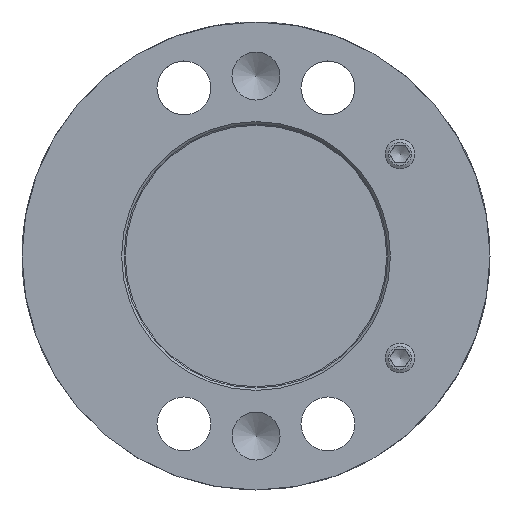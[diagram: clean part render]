
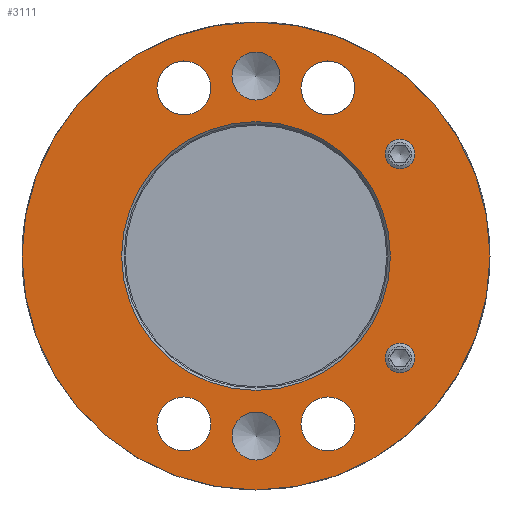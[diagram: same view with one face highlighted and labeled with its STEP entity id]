
A CAD part, front view. The second image highlights one B-rep face of the part: STEP entity #3111.
In plain terms, the highlighted planar face has unit normal (0, -1, 0).
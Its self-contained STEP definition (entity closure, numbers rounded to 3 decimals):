
#178=FACE_BOUND('',#611,.T.);
#179=FACE_BOUND('',#612,.T.);
#180=FACE_BOUND('',#613,.T.);
#181=FACE_BOUND('',#614,.T.);
#182=FACE_BOUND('',#615,.T.);
#183=FACE_BOUND('',#616,.T.);
#184=FACE_BOUND('',#617,.T.);
#185=FACE_BOUND('',#618,.T.);
#186=FACE_BOUND('',#619,.T.);
#242=PLANE('',#3549);
#416=FACE_OUTER_BOUND('',#610,.T.);
#610=EDGE_LOOP('',(#2553));
#611=EDGE_LOOP('',(#2554,#2555));
#612=EDGE_LOOP('',(#2556,#2557));
#613=EDGE_LOOP('',(#2558,#2559));
#614=EDGE_LOOP('',(#2560,#2561));
#615=EDGE_LOOP('',(#2562,#2563));
#616=EDGE_LOOP('',(#2564,#2565));
#617=EDGE_LOOP('',(#2566,#2567));
#618=EDGE_LOOP('',(#2568,#2569));
#619=EDGE_LOOP('',(#2570));
#1155=CIRCLE('',#3427,2.);
#1156=CIRCLE('',#3428,2.);
#1159=CIRCLE('',#3433,2.);
#1160=CIRCLE('',#3434,2.);
#1162=CIRCLE('',#3437,2.25);
#1163=CIRCLE('',#3438,2.25);
#1166=CIRCLE('',#3442,2.25);
#1167=CIRCLE('',#3443,2.25);
#1169=CIRCLE('',#3446,2.25);
#1170=CIRCLE('',#3447,2.25);
#1172=CIRCLE('',#3450,2.25);
#1173=CIRCLE('',#3451,2.25);
#1178=CIRCLE('',#3460,1.23);
#1179=CIRCLE('',#3461,1.23);
#1180=CIRCLE('',#3463,1.23);
#1181=CIRCLE('',#3464,1.23);
#1197=CIRCLE('',#3493,19.5);
#1223=CIRCLE('',#3548,11.2);
#1411=VERTEX_POINT('',#5265);
#1412=VERTEX_POINT('',#5267);
#1416=VERTEX_POINT('',#5278);
#1417=VERTEX_POINT('',#5280);
#1419=VERTEX_POINT('',#5286);
#1420=VERTEX_POINT('',#5288);
#1424=VERTEX_POINT('',#5307);
#1425=VERTEX_POINT('',#5309);
#1429=VERTEX_POINT('',#5329);
#1430=VERTEX_POINT('',#5331);
#1432=VERTEX_POINT('',#5337);
#1433=VERTEX_POINT('',#5339);
#1439=VERTEX_POINT('',#5360);
#1440=VERTEX_POINT('',#5362);
#1444=VERTEX_POINT('',#5407);
#1445=VERTEX_POINT('',#5409);
#1466=VERTEX_POINT('',#5523);
#1505=VERTEX_POINT('',#5652);
#1756=EDGE_CURVE('',#1412,#1411,#1155,.T.);
#1757=EDGE_CURVE('',#1411,#1412,#1156,.T.);
#1762=EDGE_CURVE('',#1417,#1416,#1159,.T.);
#1763=EDGE_CURVE('',#1416,#1417,#1160,.T.);
#1766=EDGE_CURVE('',#1420,#1419,#1162,.T.);
#1767=EDGE_CURVE('',#1419,#1420,#1163,.T.);
#1772=EDGE_CURVE('',#1425,#1424,#1166,.T.);
#1773=EDGE_CURVE('',#1424,#1425,#1167,.T.);
#1778=EDGE_CURVE('',#1430,#1429,#1169,.T.);
#1779=EDGE_CURVE('',#1429,#1430,#1170,.T.);
#1782=EDGE_CURVE('',#1433,#1432,#1172,.T.);
#1783=EDGE_CURVE('',#1432,#1433,#1173,.T.);
#1794=EDGE_CURVE('',#1440,#1439,#1178,.T.);
#1795=EDGE_CURVE('',#1439,#1440,#1179,.T.);
#1800=EDGE_CURVE('',#1445,#1444,#1180,.T.);
#1801=EDGE_CURVE('',#1444,#1445,#1181,.T.);
#1832=EDGE_CURVE('',#1466,#1466,#1197,.T.);
#1892=EDGE_CURVE('',#1505,#1505,#1223,.T.);
#2553=ORIENTED_EDGE('',*,*,#1832,.T.);
#2554=ORIENTED_EDGE('',*,*,#1756,.T.);
#2555=ORIENTED_EDGE('',*,*,#1757,.T.);
#2556=ORIENTED_EDGE('',*,*,#1762,.T.);
#2557=ORIENTED_EDGE('',*,*,#1763,.T.);
#2558=ORIENTED_EDGE('',*,*,#1766,.T.);
#2559=ORIENTED_EDGE('',*,*,#1767,.T.);
#2560=ORIENTED_EDGE('',*,*,#1772,.T.);
#2561=ORIENTED_EDGE('',*,*,#1773,.T.);
#2562=ORIENTED_EDGE('',*,*,#1778,.T.);
#2563=ORIENTED_EDGE('',*,*,#1779,.T.);
#2564=ORIENTED_EDGE('',*,*,#1782,.T.);
#2565=ORIENTED_EDGE('',*,*,#1783,.T.);
#2566=ORIENTED_EDGE('',*,*,#1794,.T.);
#2567=ORIENTED_EDGE('',*,*,#1795,.T.);
#2568=ORIENTED_EDGE('',*,*,#1800,.T.);
#2569=ORIENTED_EDGE('',*,*,#1801,.T.);
#2570=ORIENTED_EDGE('',*,*,#1892,.F.);
#3111=ADVANCED_FACE('',(#416,#178,#179,#180,#181,#182,#183,#184,#185,#186),
#242,.F.);
#3427=AXIS2_PLACEMENT_3D('',#5268,#4016,#4017);
#3428=AXIS2_PLACEMENT_3D('',#5269,#4018,#4019);
#3433=AXIS2_PLACEMENT_3D('',#5281,#4030,#4031);
#3434=AXIS2_PLACEMENT_3D('',#5282,#4032,#4033);
#3437=AXIS2_PLACEMENT_3D('',#5289,#4039,#4040);
#3438=AXIS2_PLACEMENT_3D('',#5290,#4041,#4042);
#3442=AXIS2_PLACEMENT_3D('',#5310,#4050,#4051);
#3443=AXIS2_PLACEMENT_3D('',#5311,#4052,#4053);
#3446=AXIS2_PLACEMENT_3D('',#5332,#4059,#4060);
#3447=AXIS2_PLACEMENT_3D('',#5333,#4061,#4062);
#3450=AXIS2_PLACEMENT_3D('',#5340,#4068,#4069);
#3451=AXIS2_PLACEMENT_3D('',#5341,#4070,#4071);
#3460=AXIS2_PLACEMENT_3D('',#5363,#4094,#4095);
#3461=AXIS2_PLACEMENT_3D('',#5364,#4096,#4097);
#3463=AXIS2_PLACEMENT_3D('',#5410,#4101,#4102);
#3464=AXIS2_PLACEMENT_3D('',#5411,#4103,#4104);
#3493=AXIS2_PLACEMENT_3D('',#5525,#4174,#4175);
#3548=AXIS2_PLACEMENT_3D('',#5654,#4305,#4306);
#3549=AXIS2_PLACEMENT_3D('',#5655,#4307,#4308);
#4016=DIRECTION('center_axis',(0.,1.,0.));
#4017=DIRECTION('ref_axis',(1.,0.,0.));
#4018=DIRECTION('center_axis',(0.,1.,0.));
#4019=DIRECTION('ref_axis',(1.,0.,0.));
#4030=DIRECTION('center_axis',(0.,1.,0.));
#4031=DIRECTION('ref_axis',(1.,0.,0.));
#4032=DIRECTION('center_axis',(0.,1.,0.));
#4033=DIRECTION('ref_axis',(1.,0.,0.));
#4039=DIRECTION('center_axis',(0.,1.,0.));
#4040=DIRECTION('ref_axis',(1.,0.,0.));
#4041=DIRECTION('center_axis',(0.,1.,0.));
#4042=DIRECTION('ref_axis',(1.,0.,0.));
#4050=DIRECTION('center_axis',(0.,1.,0.));
#4051=DIRECTION('ref_axis',(1.,0.,0.));
#4052=DIRECTION('center_axis',(0.,1.,0.));
#4053=DIRECTION('ref_axis',(1.,0.,0.));
#4059=DIRECTION('center_axis',(0.,1.,0.));
#4060=DIRECTION('ref_axis',(1.,0.,0.));
#4061=DIRECTION('center_axis',(0.,1.,0.));
#4062=DIRECTION('ref_axis',(1.,0.,0.));
#4068=DIRECTION('center_axis',(0.,1.,0.));
#4069=DIRECTION('ref_axis',(1.,0.,0.));
#4070=DIRECTION('center_axis',(0.,1.,0.));
#4071=DIRECTION('ref_axis',(1.,0.,0.));
#4094=DIRECTION('center_axis',(0.,1.,0.));
#4095=DIRECTION('ref_axis',(1.,0.,0.));
#4096=DIRECTION('center_axis',(0.,1.,0.));
#4097=DIRECTION('ref_axis',(1.,0.,0.));
#4101=DIRECTION('center_axis',(0.,1.,0.));
#4102=DIRECTION('ref_axis',(1.,0.,0.));
#4103=DIRECTION('center_axis',(0.,1.,0.));
#4104=DIRECTION('ref_axis',(1.,0.,0.));
#4174=DIRECTION('center_axis',(0.,-1.,0.));
#4175=DIRECTION('ref_axis',(1.,0.,0.));
#4305=DIRECTION('center_axis',(0.,-1.,0.));
#4306=DIRECTION('ref_axis',(0.,0.,1.));
#4307=DIRECTION('center_axis',(0.,1.,0.));
#4308=DIRECTION('ref_axis',(0.,0.,1.));
#5265=CARTESIAN_POINT('',(-2.,0.,15.));
#5267=CARTESIAN_POINT('',(2.,0.,15.));
#5268=CARTESIAN_POINT('Origin',(0.,0.,15.));
#5269=CARTESIAN_POINT('Origin',(0.,0.,15.));
#5278=CARTESIAN_POINT('',(-2.,0.,-15.));
#5280=CARTESIAN_POINT('',(2.,0.,-15.));
#5281=CARTESIAN_POINT('Origin',(0.,0.,-15.));
#5282=CARTESIAN_POINT('Origin',(0.,0.,-15.));
#5286=CARTESIAN_POINT('',(-8.25,0.,-14.));
#5288=CARTESIAN_POINT('',(-3.75,0.,-14.));
#5289=CARTESIAN_POINT('Origin',(-6.,0.,-14.));
#5290=CARTESIAN_POINT('Origin',(-6.,0.,-14.));
#5307=CARTESIAN_POINT('',(-8.25,0.,14.));
#5309=CARTESIAN_POINT('',(-3.75,0.,14.));
#5310=CARTESIAN_POINT('Origin',(-6.,0.,14.));
#5311=CARTESIAN_POINT('Origin',(-6.,0.,14.));
#5329=CARTESIAN_POINT('',(3.75,0.,14.));
#5331=CARTESIAN_POINT('',(8.25,0.,14.));
#5332=CARTESIAN_POINT('Origin',(6.,0.,14.));
#5333=CARTESIAN_POINT('Origin',(6.,0.,14.));
#5337=CARTESIAN_POINT('',(3.75,0.,-14.));
#5339=CARTESIAN_POINT('',(8.25,0.,-14.));
#5340=CARTESIAN_POINT('Origin',(6.,0.,-14.));
#5341=CARTESIAN_POINT('Origin',(6.,0.,-14.));
#5360=CARTESIAN_POINT('',(10.771,0.,-8.5));
#5362=CARTESIAN_POINT('',(13.23,0.,-8.5));
#5363=CARTESIAN_POINT('Origin',(12.,0.,-8.5));
#5364=CARTESIAN_POINT('Origin',(12.,0.,-8.5));
#5407=CARTESIAN_POINT('',(10.771,0.,8.5));
#5409=CARTESIAN_POINT('',(13.23,0.,8.5));
#5410=CARTESIAN_POINT('Origin',(12.,0.,8.5));
#5411=CARTESIAN_POINT('Origin',(12.,0.,8.5));
#5523=CARTESIAN_POINT('',(-19.5,0.,0.));
#5525=CARTESIAN_POINT('Origin',(0.,0.,0.));
#5652=CARTESIAN_POINT('',(0.,0.,-11.2));
#5654=CARTESIAN_POINT('Origin',(0.,0.,0.));
#5655=CARTESIAN_POINT('Origin',(0.,0.,0.));
